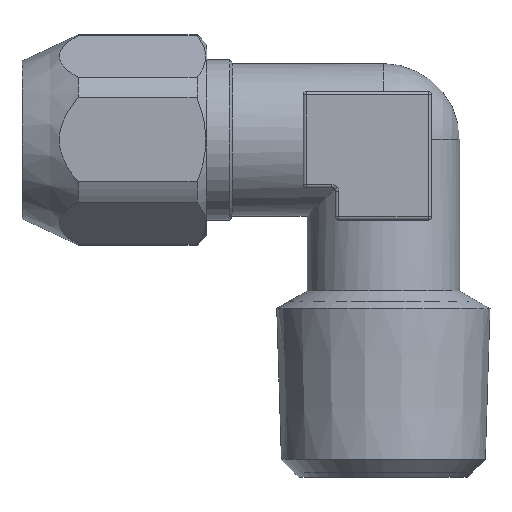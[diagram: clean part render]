
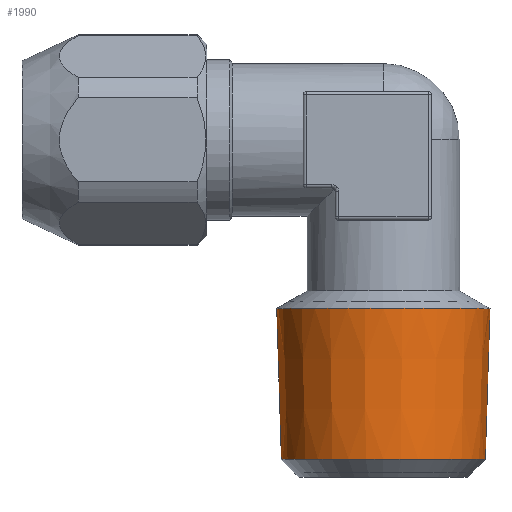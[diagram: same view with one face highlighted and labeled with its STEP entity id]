
A CAD part, top view. The second image highlights one B-rep face of the part: STEP entity #1990.
In plain terms, the highlighted conical face has half-angle 1.78 degrees and reference radius 6.494 mm.
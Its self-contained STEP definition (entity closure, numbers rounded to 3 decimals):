
#376=DIRECTION('',(-0.031,-1.,0.));
#377=VECTOR('',#376,9.401);
#378=CARTESIAN_POINT('',(6.64,-10.503,0.));
#379=LINE('',#378,#377);
#380=DIRECTION('',(0.031,-1.,0.));
#381=VECTOR('',#380,9.401);
#382=CARTESIAN_POINT('',(-6.64,-10.503,0.));
#383=LINE('',#382,#381);
#384=CARTESIAN_POINT('',(0.,-10.503,0.));
#385=DIRECTION('',(0.,-1.,0.));
#386=DIRECTION('',(1.,0.,0.));
#387=AXIS2_PLACEMENT_3D('',#384,#385,#386);
#402=CARTESIAN_POINT('',(0.,-19.9,0.));
#403=DIRECTION('',(0.,-1.,0.));
#404=DIRECTION('',(1.,0.,0.));
#405=AXIS2_PLACEMENT_3D('',#402,#403,#404);
#1469=CARTESIAN_POINT('',(6.348,-19.9,0.));
#1471=VERTEX_POINT('',#1469);
#1477=CARTESIAN_POINT('',(-6.348,-19.9,0.));
#1479=VERTEX_POINT('',#1477);
#1481=CARTESIAN_POINT('',(6.64,-10.503,0.));
#1482=CARTESIAN_POINT('',(-6.64,-10.503,0.));
#1483=VERTEX_POINT('',#1481);
#1484=VERTEX_POINT('',#1482);
#1977=CARTESIAN_POINT('',(0.,-15.202,0.));
#1978=DIRECTION('',(0.,1.,0.));
#1979=DIRECTION('',(1.,0.,0.));
#1980=AXIS2_PLACEMENT_3D('',#1977,#1978,#1979);
#1981=CONICAL_SURFACE('',#1980,6.494,1.78);
#1983=ORIENTED_EDGE('',*,*,#1982,.F.);
#1984=ORIENTED_EDGE('',*,*,#1972,.T.);
#1986=ORIENTED_EDGE('',*,*,#1985,.T.);
#1987=ORIENTED_EDGE('',*,*,#1968,.F.);
#1988=EDGE_LOOP('',(#1983,#1984,#1986,#1987));
#1989=FACE_OUTER_BOUND('',#1988,.F.);
#1990=ADVANCED_FACE('',(#1989),#1981,.T.);
#388=CIRCLE('',#387,6.64);
#406=CIRCLE('',#405,6.348);
#1968=EDGE_CURVE('',#1484,#1479,#383,.T.);
#1972=EDGE_CURVE('',#1483,#1471,#379,.T.);
#1982=EDGE_CURVE('',#1483,#1484,#388,.T.);
#1985=EDGE_CURVE('',#1471,#1479,#406,.T.);
